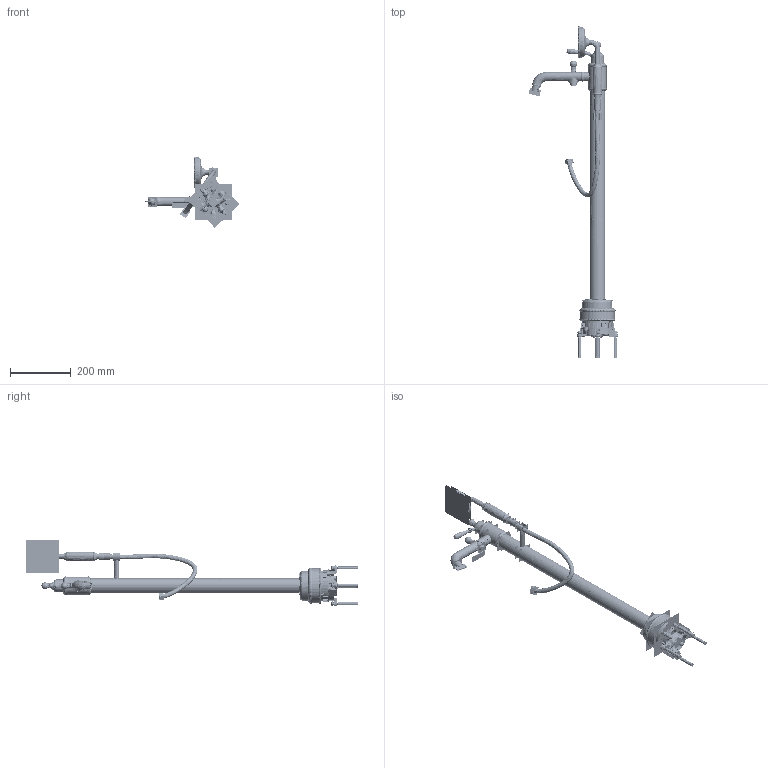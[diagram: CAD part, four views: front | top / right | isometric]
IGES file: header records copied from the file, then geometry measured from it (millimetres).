
Start section:  PTC IGES file: 1050-0075-1-c0_asm_asm.igs
Global section: file name: 1050-0075-1-c0_asm_asm.igs; native system: Pro/ENGINEER by Parametric Technology Corporation; preprocessor: 2009360; author: user321; organization: Unknown; date: 20200923.135822; units: millimetre
Bounding box: 312.11 x 1092.62 x 236.52 mm (x, y, z)
Volume: 4279474.9 mm3; surface area: 13192761.7 mm2
Topology: 98 solids, 166 shells, 10810 faces, 70561 edges, 100974 vertices
Faces by surface type: revolution 5652, bspline 5138, extrusion 20
